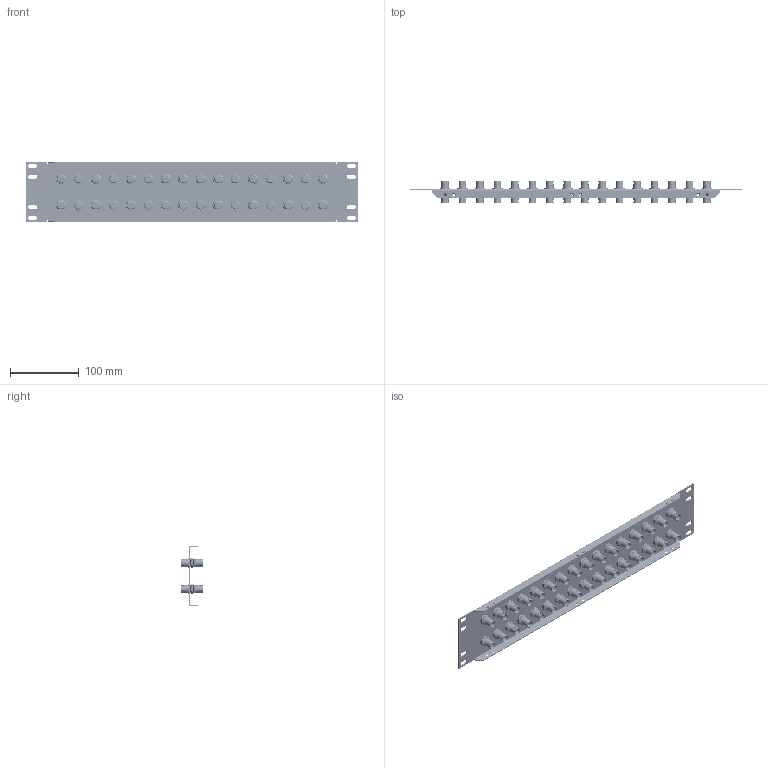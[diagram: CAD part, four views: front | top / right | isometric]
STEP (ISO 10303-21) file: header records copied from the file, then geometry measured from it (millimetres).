
FILE_DESCRIPTION (( 'STEP AP214' ), '1' );
FILE_NAME ('PR35B32BLK.STEP', '2017-05-25T14:39:19', ( 'L-Com' ), ( 'L-Com Global Connectivity' ), 'SwSTEP 2.0', 'SolidWorks 2014', '' );
FILE_SCHEMA (( 'AUTOMOTIVE_DESIGN' ));
Length unit declared in the file: inch
Products named in the file (6): PR35B32BLK; BA1089; 3AA02-008; 3AA03-005; PR35-32-MA1
Assembly tree (36 placements, depth 3):
  PR35B32BLK
    PR35-32-MA1
    BA1089  x32
      BA1089
      3AA03-005
      3AA02-008
Bounding box: 482.6 x 32.51 x 88.39 mm (x, y, z)
Volume: 149512.3 mm3; surface area: 198438.8 mm2
Topology: 97 solids, 97 shells, 9209 faces, 23806 edges, 15260 vertices
Faces by surface type: plane 3309, cylinder 3084, cone 2328, bspline 360, torus 128
Entity records: 67974 total; most frequent: CARTESIAN_POINT 26635, ORIENTED_EDGE 6816, DIRECTION 4955, EDGE_CURVE 3408, VERTEX_POINT 2240, VECTOR 2167, LINE 2167, EDGE_LOOP 1478
